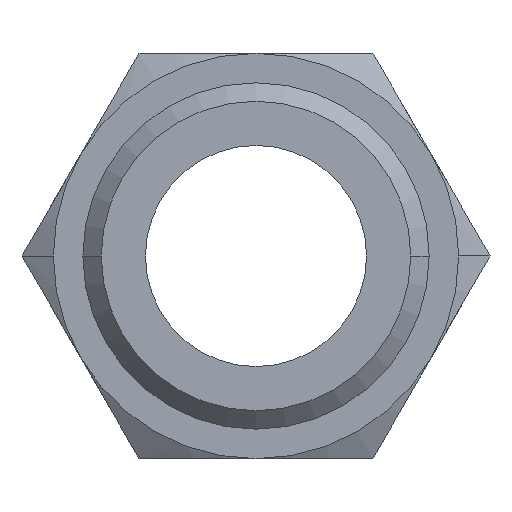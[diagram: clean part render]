
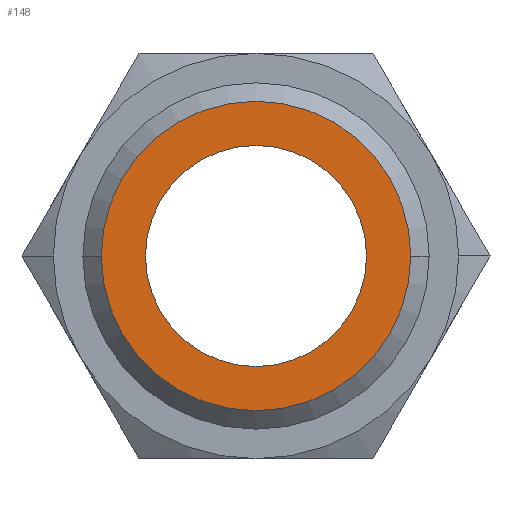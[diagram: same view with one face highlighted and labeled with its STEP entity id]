
A CAD part, front view. The second image highlights one B-rep face of the part: STEP entity #148.
In plain terms, the highlighted planar face has unit normal (0, -1, 0).
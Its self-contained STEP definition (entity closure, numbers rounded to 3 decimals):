
#148=ADVANCED_FACE('',(#293,#294),#295,.T.);
#293=FACE_BOUND('',#430,.T.);
#294=FACE_OUTER_BOUND('',#431,.T.);
#295=PLANE('',#432);
#430=EDGE_LOOP('',(#771,#772));
#431=EDGE_LOOP('',(#773,#774));
#432=AXIS2_PLACEMENT_3D('',#775,#776,#777);
#771=ORIENTED_EDGE('',*,*,#787,.T.);
#772=ORIENTED_EDGE('',*,*,#899,.T.);
#773=ORIENTED_EDGE('',*,*,#882,.F.);
#774=ORIENTED_EDGE('',*,*,#906,.F.);
#775=CARTESIAN_POINT('',(2.1,0.0,0.0));
#776=DIRECTION('',(-0.0,-1.0,-0.0));
#777=DIRECTION('',(-1.0,0.0,0.0));
#787=EDGE_CURVE('',#925,#923,#926,.T.);
#882=EDGE_CURVE('',#1059,#1061,#1062,.T.);
#899=EDGE_CURVE('',#923,#925,#1079,.T.);
#906=EDGE_CURVE('',#1061,#1059,#1086,.T.);
#923=VERTEX_POINT('',#1149);
#925=VERTEX_POINT('',#1152);
#926=CIRCLE('',#1153,3.0);
#1059=VERTEX_POINT('',#1504);
#1061=VERTEX_POINT('',#1507);
#1062=CIRCLE('',#1508,4.2);
#1079=CIRCLE('',#1549,3.0);
#1086=CIRCLE('',#1556,4.2);
#1149=CARTESIAN_POINT('',(3.0,0.0,0.));
#1152=CARTESIAN_POINT('',(-3.0,0.0,0.));
#1153=AXIS2_PLACEMENT_3D('',#1561,#1562,#1563);
#1504=CARTESIAN_POINT('',(4.2,0.0,0.0));
#1507=CARTESIAN_POINT('',(-4.2,0.0,0.));
#1508=AXIS2_PLACEMENT_3D('',#1672,#1673,#1674);
#1549=AXIS2_PLACEMENT_3D('',#1689,#1690,#1691);
#1556=AXIS2_PLACEMENT_3D('',#1695,#1696,#1697);
#1561=CARTESIAN_POINT('',(0.0,0.0,0.0));
#1562=DIRECTION('',(-0.0,1.0,0.0));
#1563=DIRECTION('',(1.0,0.0,0.0));
#1672=CARTESIAN_POINT('',(0.0,0.0,0.0));
#1673=DIRECTION('',(-0.0,1.0,0.0));
#1674=DIRECTION('',(1.0,0.0,0.0));
#1689=CARTESIAN_POINT('',(0.0,0.0,0.0));
#1690=DIRECTION('',(-0.0,1.0,0.0));
#1691=DIRECTION('',(1.0,0.0,0.0));
#1695=CARTESIAN_POINT('',(0.0,0.0,0.0));
#1696=DIRECTION('',(-0.0,1.0,0.0));
#1697=DIRECTION('',(1.0,0.0,0.0));
